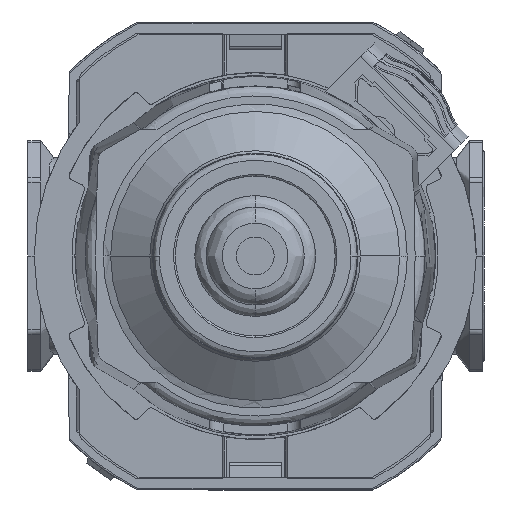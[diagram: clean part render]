
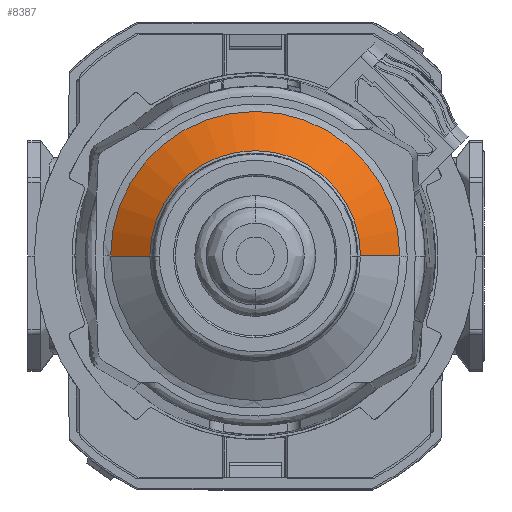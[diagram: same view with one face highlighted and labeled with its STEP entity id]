
A CAD part, front view. The second image highlights one B-rep face of the part: STEP entity #8387.
In plain terms, the highlighted conical face has half-angle 54.996 degrees and reference radius 22.24 mm.
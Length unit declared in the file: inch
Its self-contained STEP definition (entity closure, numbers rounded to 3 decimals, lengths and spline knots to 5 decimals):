
#1039 = EDGE_CURVE ( 'NONE', #2257, #43678, #7327, .T. ) ;
#1867 = VECTOR ( 'NONE', #41447, 39.37008 ) ;
#2167 = DIRECTION ( 'NONE',  ( 1., 0., 0. ) ) ;
#2257 = VERTEX_POINT ( 'NONE', #7815 ) ;
#2948 = DIRECTION ( 'NONE',  ( -1., 0., 0. ) ) ;
#3197 = EDGE_LOOP ( 'NONE', ( #11379, #4555, #25389, #31435 ) ) ;
#3957 = DIRECTION ( 'NONE',  ( 0.819, 0.574, 0. ) ) ;
#4555 = ORIENTED_EDGE ( 'NONE', *, *, #24177, .T. ) ;
#5861 = EDGE_CURVE ( 'NONE', #28903, #14209, #23333, .T. ) ;
#6117 = LINE ( 'NONE', #9391, #1867 ) ;
#6320 = CONICAL_SURFACE ( 'NONE', #7794, 0.87558, 0.96 ) ;
#7327 = CIRCLE ( 'NONE', #9579, 0.63777 ) ;
#7794 = AXIS2_PLACEMENT_3D ( 'NONE', #38467, #35854, #42423 ) ;
#7815 = CARTESIAN_POINT ( 'NONE',  ( -0.63777, -4.28315, 0. ) ) ;
#8387 = ADVANCED_FACE ( 'NONE', ( #34943 ), #6320, .T. ) ;
#9391 = CARTESIAN_POINT ( 'NONE',  ( -0.87558, -4.11661, 0. ) ) ;
#9579 = AXIS2_PLACEMENT_3D ( 'NONE', #31252, #45535, #2948 ) ;
#11379 = ORIENTED_EDGE ( 'NONE', *, *, #1039, .T. ) ;
#14209 = VERTEX_POINT ( 'NONE', #16599 ) ;
#16599 = CARTESIAN_POINT ( 'NONE',  ( -0.87558, -4.11661, 0. ) ) ;
#17416 = CARTESIAN_POINT ( 'NONE',  ( 0.87558, -4.11661, 0. ) ) ;
#19699 = CARTESIAN_POINT ( 'NONE',  ( 0., -4.11661, 0. ) ) ;
#23333 = CIRCLE ( 'NONE', #41254, 0.87558 ) ;
#24177 = EDGE_CURVE ( 'NONE', #43678, #28903, #25473, .T. ) ;
#25389 = ORIENTED_EDGE ( 'NONE', *, *, #5861, .T. ) ;
#25473 = LINE ( 'NONE', #28768, #29344 ) ;
#27872 = CARTESIAN_POINT ( 'NONE',  ( 0.63777, -4.28315, 0. ) ) ;
#28768 = CARTESIAN_POINT ( 'NONE',  ( 0.87558, -4.11661, 0. ) ) ;
#28903 = VERTEX_POINT ( 'NONE', #17416 ) ;
#29344 = VECTOR ( 'NONE', #3957, 39.37008 ) ;
#31252 = CARTESIAN_POINT ( 'NONE',  ( 0., -4.28315, 0. ) ) ;
#31435 = ORIENTED_EDGE ( 'NONE', *, *, #34351, .F. ) ;
#33970 = DIRECTION ( 'NONE',  ( 0., -1., 0. ) ) ;
#34351 = EDGE_CURVE ( 'NONE', #2257, #14209, #6117, .T. ) ;
#34943 = FACE_OUTER_BOUND ( 'NONE', #3197, .T. ) ;
#35854 = DIRECTION ( 'NONE',  ( 0., 1., 0. ) ) ;
#38467 = CARTESIAN_POINT ( 'NONE',  ( 0., -4.11661, 0. ) ) ;
#41254 = AXIS2_PLACEMENT_3D ( 'NONE', #19699, #33970, #2167 ) ;
#41447 = DIRECTION ( 'NONE',  ( -0.819, 0.574, 0. ) ) ;
#42423 = DIRECTION ( 'NONE',  ( -1., 0., 0. ) ) ;
#43678 = VERTEX_POINT ( 'NONE', #27872 ) ;
#45535 = DIRECTION ( 'NONE',  ( 0., 1., 0. ) ) ;
